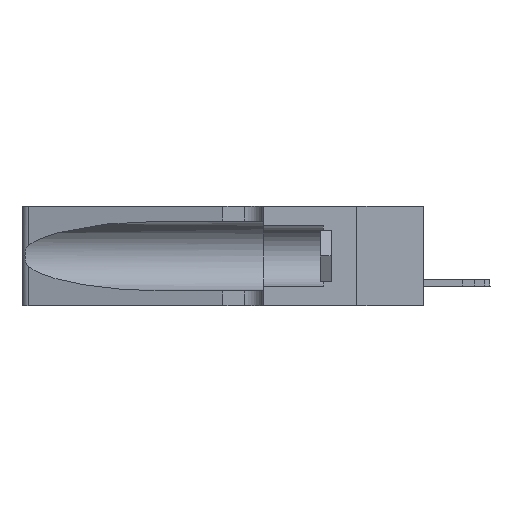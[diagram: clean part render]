
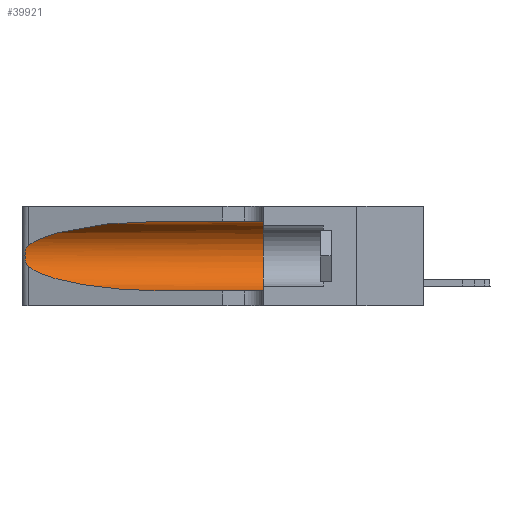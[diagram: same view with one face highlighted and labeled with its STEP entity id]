
A CAD part, left-side view. The second image highlights one B-rep face of the part: STEP entity #39921.
In plain terms, the highlighted cylindrical face has radius 3.308 mm (diameter 6.617 mm), a partial arc.
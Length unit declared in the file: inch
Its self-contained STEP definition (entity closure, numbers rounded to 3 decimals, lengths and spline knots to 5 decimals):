
#120 = EDGE_CURVE ( 'NONE', #37206, #35266, #17761, .T. ) ;
#269 = CARTESIAN_POINT ( 'NONE',  ( 0.18966, 0.96281, 0.05475 ) ) ;
#290 = CARTESIAN_POINT ( 'NONE',  ( 0.1305, 0.72297, 0.05475 ) ) ;
#1209 = CARTESIAN_POINT ( 'NONE',  ( 0.1305, 0.72297, 0.05475 ) ) ;
#2140 = CARTESIAN_POINT ( 'NONE',  ( 0.25555, 1.22993, 0.14849 ) ) ;
#5144 = CARTESIAN_POINT ( 'NONE',  ( 0.25854, 1.2359, 0.20912 ) ) ;
#5148 = DIRECTION ( 'NONE',  ( 0., -1., 0. ) ) ;
#5405 = CARTESIAN_POINT ( 'NONE',  ( 0.25639, 1.23186, 0.15144 ) ) ;
#7216 = CARTESIAN_POINT ( 'NONE',  ( 0.1305, 1.61858, 0.31525 ) ) ;
#7903 = CYLINDRICAL_SURFACE ( 'NONE', #31721, 0.13025 ) ;
#8281 = CARTESIAN_POINT ( 'NONE',  ( 0.25555, 1.22994, 0.2215 ) ) ;
#8415 = CARTESIAN_POINT ( 'NONE',  ( 0.26018, 1.23835, 0.19895 ) ) ;
#8429 = DIRECTION ( 'NONE',  ( 0., 1., 0. ) ) ;
#8550 = CARTESIAN_POINT ( 'NONE',  ( 0.25789, 1.23486, 0.15765 ) ) ;
#9930 = EDGE_CURVE ( 'NONE', #33431, #33622, #19712, .T. ) ;
#11006 = CARTESIAN_POINT ( 'NONE',  ( 0.26017, 1.23833, 0.17102 ) ) ;
#12081 = AXIS2_PLACEMENT_3D ( 'NONE', #30412, #8429, #33380 ) ;
#12860 = DIRECTION ( 'NONE',  ( 0., 0., -1. ) ) ;
#14424 = CARTESIAN_POINT ( 'NONE',  ( 0.25487, 1.22718, 0.14631 ) ) ;
#14566 = CARTESIAN_POINT ( 'NONE',  ( 0.26075, 1.23896, 0.178 ) ) ;
#14991 = CARTESIAN_POINT ( 'NONE',  ( 0.25487, 1.22718, 0.14631 ) ) ;
#15833 = ORIENTED_EDGE ( 'NONE', *, *, #9930, .T. ) ;
#17537 = CARTESIAN_POINT ( 'NONE',  ( 0.1305, 0.35, 0.31525 ) ) ;
#17550 = CARTESIAN_POINT ( 'NONE',  ( 0.25639, 1.23184, 0.21858 ) ) ;
#17650 = VECTOR ( 'NONE', #5148, 39.37008 ) ;
#17761 = CIRCLE ( 'NONE', #12081, 0.13025 ) ;
#17916 = VERTEX_POINT ( 'NONE', #290 ) ;
#19712 = B_SPLINE_CURVE_WITH_KNOTS ( 'NONE', 3,
 ( #39283, #8281, #17550, #39698, #5144, #8415, #27012, #14566, #11006, #39426, #8550, #5405, #2140, #14424 ),
 .UNSPECIFIED., .F., .F.,
 ( 4, 2, 2, 2, 2, 2, 4 ),
 ( 0., 0.00027, 0.00053, 0.00107, 0.0016, 0.00187, 0.00214 ),
 .UNSPECIFIED. ) ;
#20054 = DIRECTION ( 'NONE',  ( 0., -1., 0. ) ) ;
#20391 = EDGE_CURVE ( 'NONE', #33622, #17916, #22719, .T. ) ;
#20508 = VECTOR ( 'NONE', #20054, 39.37008 ) ;
#22043 = ORIENTED_EDGE ( 'NONE', *, *, #20391, .T. ) ;
#22592 = CARTESIAN_POINT ( 'NONE',  ( 0.1305, 0.72297, 0.31525 ) ) ;
#22719 =( BOUNDED_CURVE ( )  B_SPLINE_CURVE ( 3, ( #25151, #37649, #269, #1209 ),
 .UNSPECIFIED., .F., .F. ) 
 B_SPLINE_CURVE_WITH_KNOTS ( ( 4, 4 ),
 ( 3.44316, 4.71239 ),
 .UNSPECIFIED. ) 
 CURVE ( )  GEOMETRIC_REPRESENTATION_ITEM ( )  RATIONAL_B_SPLINE_CURVE ( ( 1., 0.87, 0.87, 1. ) ) 
 REPRESENTATION_ITEM ( '' )  );
#23428 = CARTESIAN_POINT ( 'NONE',  ( 0.1305, 0.72297, 0.31525 ) ) ;
#23880 = CARTESIAN_POINT ( 'NONE',  ( 0.1305, 0.35, 0.05475 ) ) ;
#24249 = EDGE_CURVE ( 'NONE', #17916, #35266, #34249, .T. ) ;
#24555 = FACE_OUTER_BOUND ( 'NONE', #34456, .T. ) ;
#25151 = CARTESIAN_POINT ( 'NONE',  ( 0.25487, 1.22718, 0.14631 ) ) ;
#26187 = CARTESIAN_POINT ( 'NONE',  ( 0.18966, 0.96281, 0.31525 ) ) ;
#26490 =( BOUNDED_CURVE ( )  B_SPLINE_CURVE ( 3, ( #23428, #26187, #26575, #38850 ),
 .UNSPECIFIED., .F., .F. ) 
 B_SPLINE_CURVE_WITH_KNOTS ( ( 4, 4 ),
 ( 1.5708, 2.84003 ),
 .UNSPECIFIED. ) 
 CURVE ( )  GEOMETRIC_REPRESENTATION_ITEM ( )  RATIONAL_B_SPLINE_CURVE ( ( 1., 0.87, 0.87, 1. ) ) 
 REPRESENTATION_ITEM ( '' )  );
#26575 = CARTESIAN_POINT ( 'NONE',  ( 0.2373, 1.15595, 0.28018 ) ) ;
#27012 = CARTESIAN_POINT ( 'NONE',  ( 0.26075, 1.23896, 0.19203 ) ) ;
#27310 = CARTESIAN_POINT ( 'NONE',  ( 0.25487, 1.22718, 0.22369 ) ) ;
#27890 = ORIENTED_EDGE ( 'NONE', *, *, #30209, .T. ) ;
#28581 = DIRECTION ( 'NONE',  ( 0., -1., 0. ) ) ;
#29071 = ORIENTED_EDGE ( 'NONE', *, *, #31333, .F. ) ;
#29264 = ORIENTED_EDGE ( 'NONE', *, *, #120, .F. ) ;
#29816 = LINE ( 'NONE', #7216, #20508 ) ;
#29861 = CARTESIAN_POINT ( 'NONE',  ( 0.1305, 1.61858, 0.05475 ) ) ;
#30209 = EDGE_CURVE ( 'NONE', #39500, #33431, #26490, .T. ) ;
#30311 = ORIENTED_EDGE ( 'NONE', *, *, #24249, .T. ) ;
#30412 = CARTESIAN_POINT ( 'NONE',  ( 0.1305, 0.35, 0.185 ) ) ;
#31333 = EDGE_CURVE ( 'NONE', #39500, #37206, #29816, .T. ) ;
#31721 = AXIS2_PLACEMENT_3D ( 'NONE', #34418, #28581, #12860 ) ;
#33380 = DIRECTION ( 'NONE',  ( 0., 0., 1. ) ) ;
#33431 = VERTEX_POINT ( 'NONE', #27310 ) ;
#33622 = VERTEX_POINT ( 'NONE', #14991 ) ;
#34249 = LINE ( 'NONE', #29861, #17650 ) ;
#34418 = CARTESIAN_POINT ( 'NONE',  ( 0.1305, 1.61858, 0.185 ) ) ;
#34456 = EDGE_LOOP ( 'NONE', ( #27890, #15833, #22043, #30311, #29264, #29071 ) ) ;
#35266 = VERTEX_POINT ( 'NONE', #23880 ) ;
#37206 = VERTEX_POINT ( 'NONE', #17537 ) ;
#37649 = CARTESIAN_POINT ( 'NONE',  ( 0.2373, 1.15595, 0.08982 ) ) ;
#38850 = CARTESIAN_POINT ( 'NONE',  ( 0.25487, 1.22718, 0.22369 ) ) ;
#39283 = CARTESIAN_POINT ( 'NONE',  ( 0.25487, 1.22718, 0.22369 ) ) ;
#39426 = CARTESIAN_POINT ( 'NONE',  ( 0.25856, 1.23593, 0.16098 ) ) ;
#39500 = VERTEX_POINT ( 'NONE', #22592 ) ;
#39698 = CARTESIAN_POINT ( 'NONE',  ( 0.25787, 1.23484, 0.2124 ) ) ;
#39921 = ADVANCED_FACE ( 'NONE', ( #24555 ), #7903, .F. ) ;
